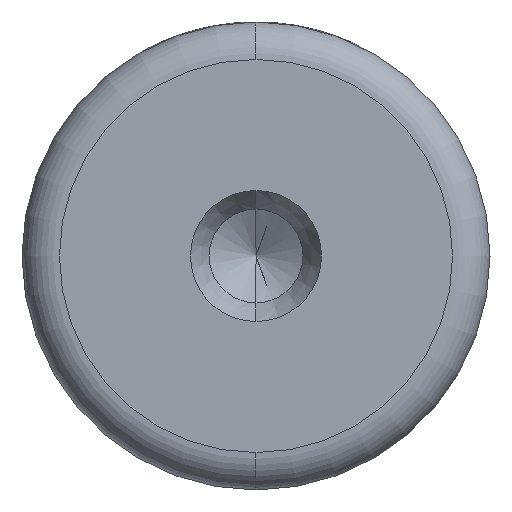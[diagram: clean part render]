
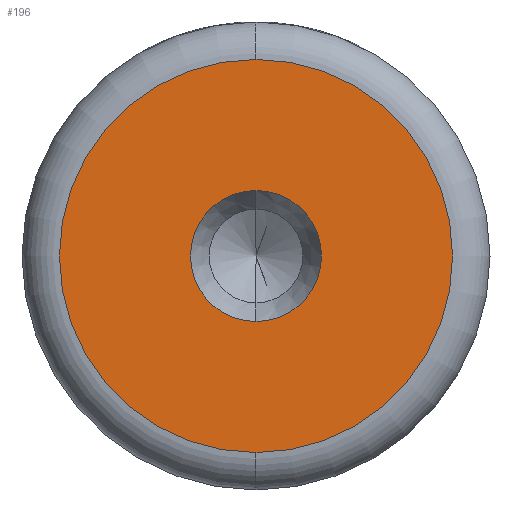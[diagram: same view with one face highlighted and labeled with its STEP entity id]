
A CAD part, left-side view. The second image highlights one B-rep face of the part: STEP entity #196.
In plain terms, the highlighted planar face has unit normal (-1, 0, 0).
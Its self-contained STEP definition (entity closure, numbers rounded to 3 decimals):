
#5 = CIRCLE ( 'NONE', #1289, 10.5 ) ;
#17 = EDGE_CURVE ( 'NONE', #778, #99, #211, .T. ) ;
#29 = ORIENTED_EDGE ( 'NONE', *, *, #136, .F. ) ;
#99 = VERTEX_POINT ( 'NONE', #454 ) ;
#130 = EDGE_CURVE ( 'NONE', #99, #778, #5, .T. ) ;
#136 = EDGE_CURVE ( 'NONE', #225, #476, #1132, .T. ) ;
#144 = DIRECTION ( 'NONE',  ( 0., 0., 1. ) ) ;
#196 = ADVANCED_FACE ( 'NONE', ( #538, #1157 ), #774, .T. ) ;
#206 = DIRECTION ( 'NONE',  ( 0., 0., 1. ) ) ;
#211 = CIRCLE ( 'NONE', #746, 10.5 ) ;
#225 = VERTEX_POINT ( 'NONE', #786 ) ;
#248 = DIRECTION ( 'NONE',  ( -1., 0., 0. ) ) ;
#291 = EDGE_CURVE ( 'NONE', #476, #225, #1078, .T. ) ;
#345 = CARTESIAN_POINT ( 'NONE',  ( 0., 0., 0. ) ) ;
#454 = CARTESIAN_POINT ( 'NONE',  ( 0., 0., -10.5 ) ) ;
#467 = DIRECTION ( 'NONE',  ( 0., 0., 1. ) ) ;
#476 = VERTEX_POINT ( 'NONE', #1052 ) ;
#538 = FACE_OUTER_BOUND ( 'NONE', #1318, .T. ) ;
#633 = ORIENTED_EDGE ( 'NONE', *, *, #17, .T. ) ;
#687 = DIRECTION ( 'NONE',  ( -1., 0., 0. ) ) ;
#735 = AXIS2_PLACEMENT_3D ( 'NONE', #1296, #687, #1396 ) ;
#742 = ORIENTED_EDGE ( 'NONE', *, *, #291, .F. ) ;
#746 = AXIS2_PLACEMENT_3D ( 'NONE', #1322, #931, #144 ) ;
#774 = PLANE ( 'NONE',  #1066 ) ;
#778 = VERTEX_POINT ( 'NONE', #924 ) ;
#786 = CARTESIAN_POINT ( 'NONE',  ( 0., 0., 3.5 ) ) ;
#878 = DIRECTION ( 'NONE',  ( -1., 0., 0. ) ) ;
#887 = EDGE_LOOP ( 'NONE', ( #29, #742 ) ) ;
#908 = CARTESIAN_POINT ( 'NONE',  ( 0., 0., 0. ) ) ;
#924 = CARTESIAN_POINT ( 'NONE',  ( 0., 0., 10.5 ) ) ;
#927 = AXIS2_PLACEMENT_3D ( 'NONE', #908, #248, #1019 ) ;
#931 = DIRECTION ( 'NONE',  ( -1., 0., 0. ) ) ;
#1019 = DIRECTION ( 'NONE',  ( 0., 0., 1. ) ) ;
#1052 = CARTESIAN_POINT ( 'NONE',  ( 0., 0., -3.5 ) ) ;
#1065 = ORIENTED_EDGE ( 'NONE', *, *, #130, .T. ) ;
#1066 = AXIS2_PLACEMENT_3D ( 'NONE', #1196, #878, #206 ) ;
#1078 = CIRCLE ( 'NONE', #927, 3.5 ) ;
#1102 = DIRECTION ( 'NONE',  ( -1., 0., 0. ) ) ;
#1132 = CIRCLE ( 'NONE', #735, 3.5 ) ;
#1157 = FACE_BOUND ( 'NONE', #887, .T. ) ;
#1196 = CARTESIAN_POINT ( 'NONE',  ( 0., 0., 0. ) ) ;
#1289 = AXIS2_PLACEMENT_3D ( 'NONE', #345, #1102, #467 ) ;
#1296 = CARTESIAN_POINT ( 'NONE',  ( 0., 0., 0. ) ) ;
#1318 = EDGE_LOOP ( 'NONE', ( #633, #1065 ) ) ;
#1322 = CARTESIAN_POINT ( 'NONE',  ( 0., 0., 0. ) ) ;
#1396 = DIRECTION ( 'NONE',  ( 0., 0., 1. ) ) ;
